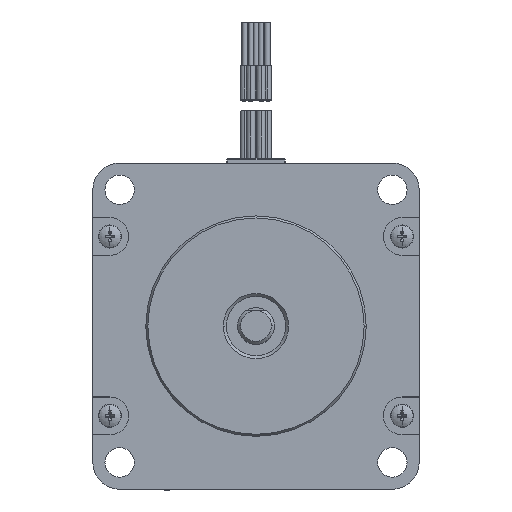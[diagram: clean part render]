
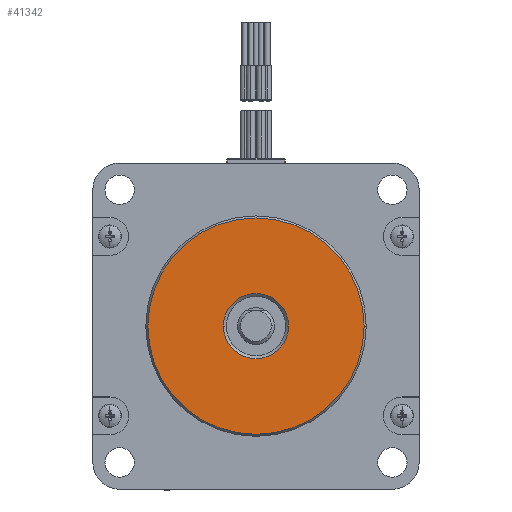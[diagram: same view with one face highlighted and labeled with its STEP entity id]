
A CAD part, top view. The second image highlights one B-rep face of the part: STEP entity #41342.
In plain terms, the highlighted planar face has unit normal (0, 0, 1).
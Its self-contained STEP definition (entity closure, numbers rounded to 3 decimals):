
#199 = VERTEX_POINT ( 'NONE', #17694 ) ;
#1471 = FACE_BOUND ( 'NONE', #20148, .T. ) ;
#2861 = ORIENTED_EDGE ( 'NONE', *, *, #38244, .T. ) ;
#3379 = AXIS2_PLACEMENT_3D ( 'NONE', #41415, #4435, #58008 ) ;
#4435 = DIRECTION ( 'NONE',  ( 0., 0., 1. ) ) ;
#5607 = DIRECTION ( 'NONE',  ( 0., 0., -1. ) ) ;
#6745 = CARTESIAN_POINT ( 'NONE',  ( 0., 0., 1.6 ) ) ;
#10429 = CARTESIAN_POINT ( 'NONE',  ( 0., 0., 1.6 ) ) ;
#11499 = EDGE_CURVE ( 'NONE', #199, #53533, #19682, .T. ) ;
#13144 = CARTESIAN_POINT ( 'NONE',  ( 5.625, 0., 1.6 ) ) ;
#15583 = FACE_OUTER_BOUND ( 'NONE', #57394, .T. ) ;
#16506 = DIRECTION ( 'NONE',  ( 1., 0., 0. ) ) ;
#16749 = CARTESIAN_POINT ( 'NONE',  ( -18.7, 0., 1.6 ) ) ;
#17242 = DIRECTION ( 'NONE',  ( 1., 0., 0. ) ) ;
#17694 = CARTESIAN_POINT ( 'NONE',  ( -5.625, 0., 1.6 ) ) ;
#18456 = ORIENTED_EDGE ( 'NONE', *, *, #55403, .T. ) ;
#19137 = CIRCLE ( 'NONE', #46168, 18.7 ) ;
#19682 = CIRCLE ( 'NONE', #52926, 5.625 ) ;
#20148 = EDGE_LOOP ( 'NONE', ( #2861, #36745 ) ) ;
#21794 = VERTEX_POINT ( 'NONE', #52107 ) ;
#23752 = EDGE_CURVE ( 'NONE', #21794, #30989, #19137, .T. ) ;
#30989 = VERTEX_POINT ( 'NONE', #16749 ) ;
#31288 = AXIS2_PLACEMENT_3D ( 'NONE', #64217, #5607, #16506 ) ;
#33126 = ORIENTED_EDGE ( 'NONE', *, *, #23752, .T. ) ;
#36745 = ORIENTED_EDGE ( 'NONE', *, *, #11499, .T. ) ;
#38244 = EDGE_CURVE ( 'NONE', #53533, #199, #43764, .T. ) ;
#41342 = ADVANCED_FACE ( 'NONE', ( #15583, #1471 ), #60280, .T. ) ;
#41415 = CARTESIAN_POINT ( 'NONE',  ( 0., 0., 1.6 ) ) ;
#43726 = DIRECTION ( 'NONE',  ( 0., 0., 1. ) ) ;
#43764 = CIRCLE ( 'NONE', #31288, 5.625 ) ;
#45721 = DIRECTION ( 'NONE',  ( 1., 0., 0. ) ) ;
#46168 = AXIS2_PLACEMENT_3D ( 'NONE', #10429, #47659, #53261 ) ;
#47659 = DIRECTION ( 'NONE',  ( 0., 0., 1. ) ) ;
#52107 = CARTESIAN_POINT ( 'NONE',  ( 18.7, 0., 1.6 ) ) ;
#52504 = AXIS2_PLACEMENT_3D ( 'NONE', #6745, #43726, #17242 ) ;
#52926 = AXIS2_PLACEMENT_3D ( 'NONE', #56020, #60890, #45721 ) ;
#53261 = DIRECTION ( 'NONE',  ( 1., 0., 0. ) ) ;
#53533 = VERTEX_POINT ( 'NONE', #13144 ) ;
#55403 = EDGE_CURVE ( 'NONE', #30989, #21794, #61361, .T. ) ;
#56020 = CARTESIAN_POINT ( 'NONE',  ( 0., 0., 1.6 ) ) ;
#57394 = EDGE_LOOP ( 'NONE', ( #18456, #33126 ) ) ;
#58008 = DIRECTION ( 'NONE',  ( 1., 0., 0. ) ) ;
#60280 = PLANE ( 'NONE',  #52504 ) ;
#60890 = DIRECTION ( 'NONE',  ( 0., 0., -1. ) ) ;
#61361 = CIRCLE ( 'NONE', #3379, 18.7 ) ;
#64217 = CARTESIAN_POINT ( 'NONE',  ( 0., 0., 1.6 ) ) ;
